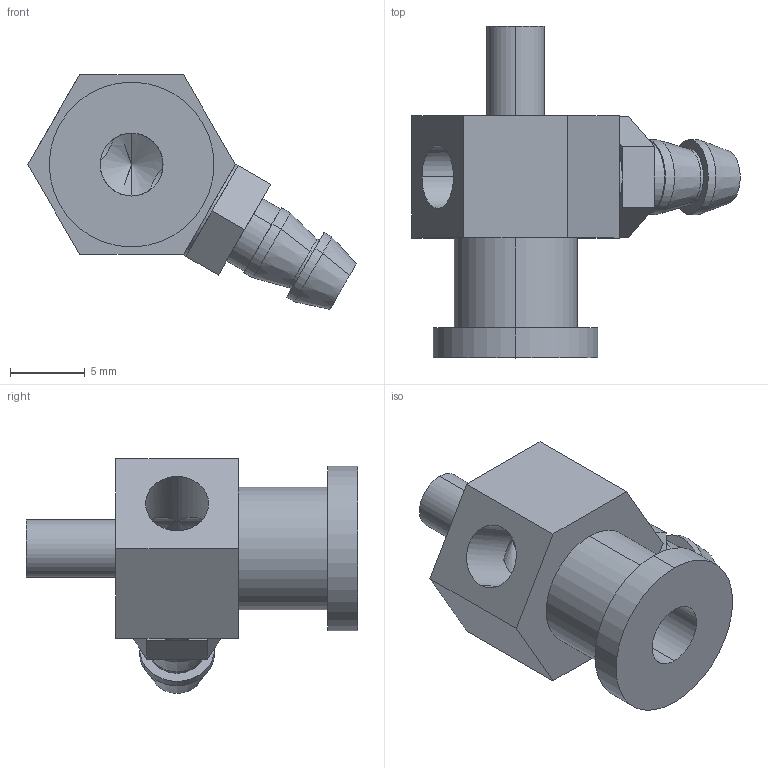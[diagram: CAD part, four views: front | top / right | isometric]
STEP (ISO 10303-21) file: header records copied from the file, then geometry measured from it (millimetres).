
FILE_DESCRIPTION (( 'STEP AP214' ), '1' );
FILE_NAME ('Vacuum Suction Cup Connector Holder淩諾柲攫釱.step', '2016-10-28T04:20:28', ( 'dell' ), ( '' ), 'SwSTEP 2.0', 'SolidWorks 2013', '' );
FILE_SCHEMA (( 'AUTOMOTIVE_DESIGN' ));
Length unit declared in the file: millimetre
Products named in the file (1): Vacuum Suction Cup Connector Holder淩諾柲攫釱
Bounding box: 21.92 x 22.15 x 15.67 mm (x, y, z)
Volume: 1514 mm3; surface area: 1672.2 mm2
Topology: 3 solids, 3 shells, 62 faces, 140 edges, 88 vertices
Faces by surface type: cylinder 31, plane 25, cone 6
Entity records: 2486 total; most frequent: CARTESIAN_POINT 334, DIRECTION 309, ORIENTED_EDGE 276, EDGE_CURVE 138, AXIS2_PLACEMENT_3D 119, VERTEX_POINT 88, EDGE_LOOP 76, LINE 71
